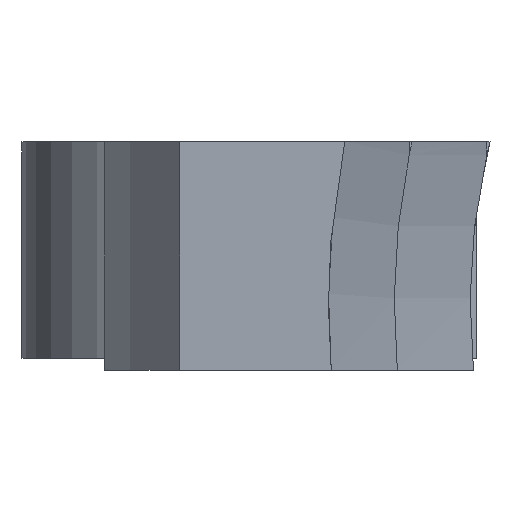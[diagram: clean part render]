
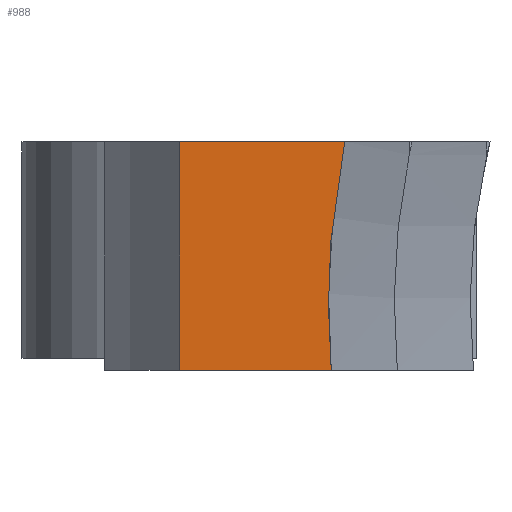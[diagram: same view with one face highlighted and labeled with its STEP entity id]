
A CAD part, left-side view. The second image highlights one B-rep face of the part: STEP entity #988.
In plain terms, the highlighted planar face has unit normal (-0.999, 0.039, 0).
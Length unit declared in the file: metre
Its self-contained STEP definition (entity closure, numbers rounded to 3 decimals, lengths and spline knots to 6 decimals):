
#12=ELLIPSE('',#1084,0.060046,0.06);
#231=ORIENTED_EDGE('',*,*,#378,.F.);
#232=ORIENTED_EDGE('',*,*,#469,.F.);
#233=ORIENTED_EDGE('',*,*,#434,.T.);
#234=ORIENTED_EDGE('',*,*,#470,.T.);
#378=EDGE_CURVE('',#519,#520,#614,.T.);
#434=EDGE_CURVE('',#568,#566,#654,.T.);
#469=EDGE_CURVE('',#568,#519,#676,.T.);
#470=EDGE_CURVE('',#566,#520,#12,.F.);
#519=VERTEX_POINT('',#1445);
#520=VERTEX_POINT('',#1447);
#566=VERTEX_POINT('',#1565);
#568=VERTEX_POINT('',#1568);
#614=LINE('',#1446,#711);
#654=LINE('',#1567,#751);
#676=LINE('',#1643,#773);
#711=VECTOR('',#1153,1.);
#751=VECTOR('',#1243,1.);
#773=VECTOR('',#1307,1.);
#825=EDGE_LOOP('',(#231,#232,#233,#234));
#890=FACE_BOUND('',#825,.T.);
#945=PLANE('',#1083);
#988=ADVANCED_FACE('',(#890),#945,.T.);
#1083=AXIS2_PLACEMENT_3D('',#1642,#1305,#1306);
#1084=AXIS2_PLACEMENT_3D('',#1644,#1308,#1309);
#1153=DIRECTION('',(-0.039,-0.999,0.));
#1243=DIRECTION('',(-0.039,-0.999,0.));
#1305=DIRECTION('',(-0.999,0.039,0.));
#1306=DIRECTION('',(0.039,0.999,0.));
#1307=DIRECTION('',(0.,0.,1.));
#1308=DIRECTION('',(-0.999,0.039,0.));
#1309=DIRECTION('',(-0.039,-0.999,0.));
#1445=CARTESIAN_POINT('',(0.012998,0.071083,0.012024));
#1446=CARTESIAN_POINT('',(0.012305,0.053403,0.012024));
#1447=CARTESIAN_POINT('',(0.012516,0.058783,0.012024));
#1565=CARTESIAN_POINT('',(0.012555,0.059791,-0.005));
#1567=CARTESIAN_POINT('',(0.012305,0.053403,-0.005));
#1568=CARTESIAN_POINT('',(0.012998,0.071083,-0.005));
#1642=CARTESIAN_POINT('',(0.012305,0.053403,-0.005));
#1643=CARTESIAN_POINT('',(0.012998,0.071083,-0.005));
#1644=CARTESIAN_POINT('',(0.01021,0.,0.));
